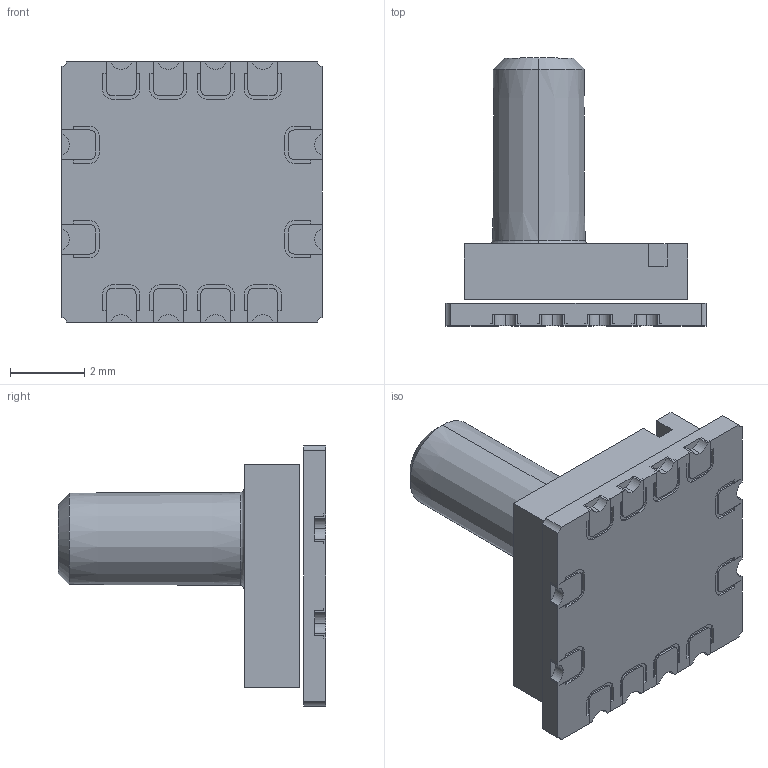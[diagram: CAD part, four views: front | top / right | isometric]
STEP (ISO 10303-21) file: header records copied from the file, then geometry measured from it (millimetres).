
FILE_DESCRIPTION (( 'STEP AP214' ), '1' );
FILE_NAME ('MMR920.STEP', '2022-05-30T08:55:13', ( '' ), ( '' ), 'SwSTEP 2.0', 'SolidWorks 2021', '' );
FILE_SCHEMA (( 'AUTOMOTIVE_DESIGN' ));
Length unit declared in the file: millimetre
Products named in the file (1): MMR920
Bounding box: 7 x 7.2 x 7 mm (x, y, z)
Surface area: 249.6 mm2 (no closed solid volume)
Topology: 0 solids, 14 shells, 259 faces, 878 edges, 600 vertices
Faces by surface type: plane 173, cylinder 78, cone 6, torus 2
Entity records: 12205 total; most frequent: CARTESIAN_POINT 1738, DIRECTION 1592, ORIENTED_EDGE 1450, EDGE_CURVE 878, VECTOR 684, LINE 684, VERTEX_POINT 600, AXIS2_PLACEMENT_3D 454
